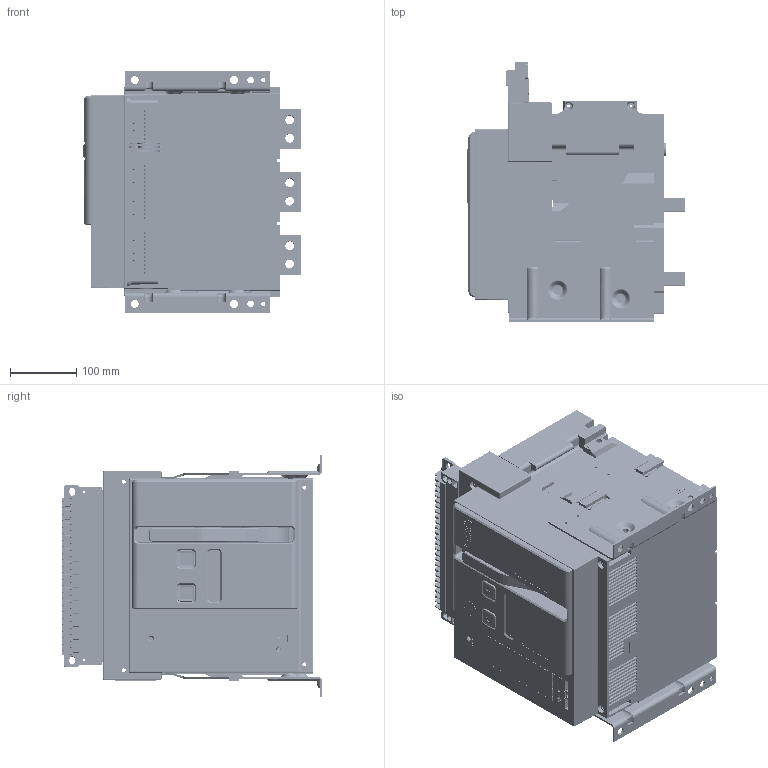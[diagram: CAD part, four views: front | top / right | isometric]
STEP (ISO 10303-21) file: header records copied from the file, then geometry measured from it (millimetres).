
FILE_DESCRIPTION((''),'2;1');
FILE_NAME('DC2500_ASM_SW0001','2024-10-31T',('zhongyao.huang'),(''),'PRO/ENGINEER BY PARAMETRIC TECHNOLOGY CORPORATION, 2015440','PRO/ENGINEER BY PARAMETRIC TECHNOLOGY CORPORATION, 2015440','');
FILE_SCHEMA(('CONFIG_CONTROL_DESIGN'));
Products named in the file (1): DC2500_ASM_SW0001
Bounding box: 328.93 x 392.58 x 364 mm (x, y, z)
Volume: 7564019.9 mm3; surface area: 2549204.2 mm2
Topology: 11 solids, 23 shells, 8778 faces, 24919 edges, 16211 vertices
Faces by surface type: plane 6411, cylinder 1787, cone 228, torus 139, extrusion 134, bspline 66, sphere 13
Entity records: 303248 total; most frequent: CARTESIAN_POINT 72066, ORIENTED_EDGE 49838, DIRECTION 45672, EDGE_CURVE 24919, VECTOR 19982, LINE 19848, VERTEX_POINT 16211, AXIS2_PLACEMENT_3D 12845
